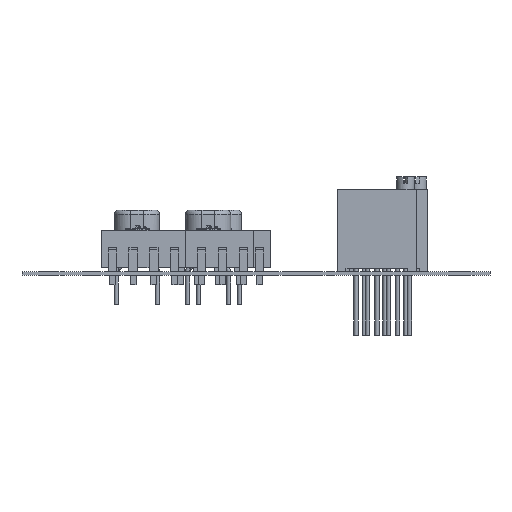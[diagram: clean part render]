
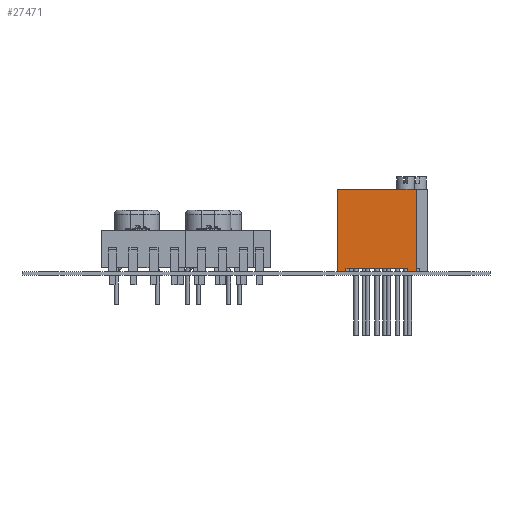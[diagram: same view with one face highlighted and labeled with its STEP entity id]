
A CAD part, front view. The second image highlights one B-rep face of the part: STEP entity #27471.
In plain terms, the highlighted face is planar.
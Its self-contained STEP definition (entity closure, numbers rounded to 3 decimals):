
#27170 = VERTEX_POINT('',#27171);
#27171 = CARTESIAN_POINT('',(4.765,0.,-2.42));
#27177 = EDGE_CURVE('',#27178,#27170,#27180,.T.);
#27178 = VERTEX_POINT('',#27179);
#27179 = CARTESIAN_POINT('',(4.765,10.03,-2.42));
#27180 = LINE('',#27181,#27182);
#27181 = CARTESIAN_POINT('',(4.765,10.03,-2.42));
#27182 = VECTOR('',#27183,1.);
#27183 = DIRECTION('',(0.,-1.,0.));
#27224 = EDGE_CURVE('',#27225,#27178,#27227,.T.);
#27225 = VERTEX_POINT('',#27226);
#27226 = CARTESIAN_POINT('',(-4.765,10.03,-2.42));
#27227 = LINE('',#27228,#27229);
#27228 = CARTESIAN_POINT('',(-4.765,10.03,-2.42));
#27229 = VECTOR('',#27230,1.);
#27230 = DIRECTION('',(1.,0.,0.));
#27271 = EDGE_CURVE('',#27272,#27225,#27274,.T.);
#27272 = VERTEX_POINT('',#27273);
#27273 = CARTESIAN_POINT('',(-4.765,0.,-2.42));
#27274 = LINE('',#27275,#27276);
#27275 = CARTESIAN_POINT('',(-4.765,0.,-2.42));
#27276 = VECTOR('',#27277,1.);
#27277 = DIRECTION('',(0.,1.,0.));
#27295 = EDGE_CURVE('',#27296,#27272,#27298,.T.);
#27296 = VERTEX_POINT('',#27297);
#27297 = CARTESIAN_POINT('',(-3.765,0.,-2.42));
#27298 = LINE('',#27299,#27300);
#27299 = CARTESIAN_POINT('',(-3.765,0.,-2.42));
#27300 = VECTOR('',#27301,1.);
#27301 = DIRECTION('',(-1.,0.,0.));
#27319 = EDGE_CURVE('',#27320,#27296,#27322,.T.);
#27320 = VERTEX_POINT('',#27321);
#27321 = CARTESIAN_POINT('',(-3.765,0.38,-2.42));
#27322 = LINE('',#27323,#27324);
#27323 = CARTESIAN_POINT('',(-3.765,0.38,-2.42));
#27324 = VECTOR('',#27325,1.);
#27325 = DIRECTION('',(-0.,-1.,0.));
#27367 = EDGE_CURVE('',#27368,#27320,#27370,.T.);
#27368 = VERTEX_POINT('',#27369);
#27369 = CARTESIAN_POINT('',(3.765,0.38,-2.42));
#27370 = LINE('',#27371,#27372);
#27371 = CARTESIAN_POINT('',(3.765,0.38,-2.42));
#27372 = VECTOR('',#27373,1.);
#27373 = DIRECTION('',(-1.,0.,0.));
#27414 = EDGE_CURVE('',#27415,#27368,#27417,.T.);
#27415 = VERTEX_POINT('',#27416);
#27416 = CARTESIAN_POINT('',(3.765,0.,-2.42));
#27417 = LINE('',#27418,#27419);
#27418 = CARTESIAN_POINT('',(3.765,0.,-2.42));
#27419 = VECTOR('',#27420,1.);
#27420 = DIRECTION('',(0.,1.,0.));
#27437 = EDGE_CURVE('',#27170,#27415,#27438,.T.);
#27438 = LINE('',#27439,#27440);
#27439 = CARTESIAN_POINT('',(4.765,0.,-2.42));
#27440 = VECTOR('',#27441,1.);
#27441 = DIRECTION('',(-1.,0.,0.));
#27471 = ADVANCED_FACE('',(#27472),#27482,.T.);
#27472 = FACE_BOUND('',#27473,.T.);
#27473 = EDGE_LOOP('',(#27474,#27475,#27476,#27477,#27478,#27479,#27480,
    #27481));
#27474 = ORIENTED_EDGE('',*,*,#27177,.T.);
#27475 = ORIENTED_EDGE('',*,*,#27437,.T.);
#27476 = ORIENTED_EDGE('',*,*,#27414,.T.);
#27477 = ORIENTED_EDGE('',*,*,#27367,.T.);
#27478 = ORIENTED_EDGE('',*,*,#27319,.T.);
#27479 = ORIENTED_EDGE('',*,*,#27295,.T.);
#27480 = ORIENTED_EDGE('',*,*,#27271,.T.);
#27481 = ORIENTED_EDGE('',*,*,#27224,.T.);
#27482 = PLANE('',#27483);
#27483 = AXIS2_PLACEMENT_3D('',#27484,#27485,#27486);
#27484 = CARTESIAN_POINT('',(0.,0.,-2.42));
#27485 = DIRECTION('',(0.,0.,-1.));
#27486 = DIRECTION('',(-1.,0.,0.));
